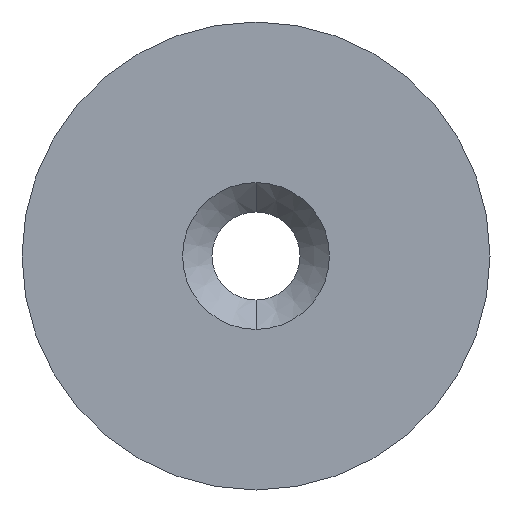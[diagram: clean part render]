
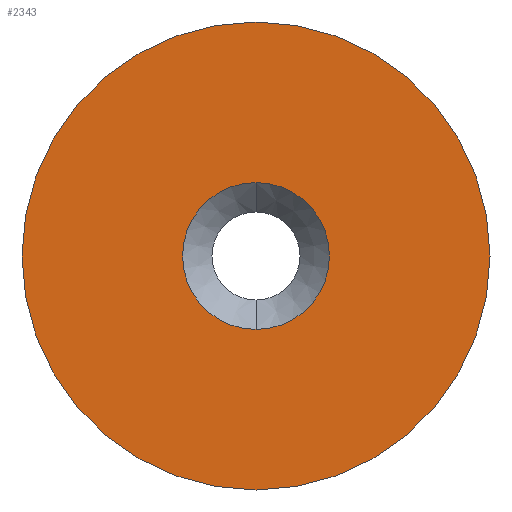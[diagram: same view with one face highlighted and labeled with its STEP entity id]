
A CAD part, front view. The second image highlights one B-rep face of the part: STEP entity #2343.
In plain terms, the highlighted planar face has unit normal (0, -1, 0).
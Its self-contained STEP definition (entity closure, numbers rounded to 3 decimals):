
#47 = CARTESIAN_POINT ( 'NONE',  ( 0., 0., 11.15 ) ) ;
#76 = CARTESIAN_POINT ( 'NONE',  ( 3.5, 0., 0. ) ) ;
#78 = AXIS2_PLACEMENT_3D ( 'NONE', #1520, #185, #393 ) ;
#133 = DIRECTION ( 'NONE',  ( 0., -1., 0. ) ) ;
#185 = DIRECTION ( 'NONE',  ( 0., -1., 0. ) ) ;
#205 = CIRCLE ( 'NONE', #78, 3.5 ) ;
#259 = CARTESIAN_POINT ( 'NONE',  ( 0., 0., 0. ) ) ;
#299 = DIRECTION ( 'NONE',  ( 0., 0., -1. ) ) ;
#309 = CARTESIAN_POINT ( 'NONE',  ( 0., 0., 0. ) ) ;
#393 = DIRECTION ( 'NONE',  ( 0., 0., -1. ) ) ;
#451 = EDGE_CURVE ( 'NONE', #1378, #1615, #541, .T. ) ;
#541 = CIRCLE ( 'NONE', #619, 3.5 ) ;
#619 = AXIS2_PLACEMENT_3D ( 'NONE', #259, #1768, #1563 ) ;
#653 = FACE_OUTER_BOUND ( 'NONE', #2162, .T. ) ;
#669 = DIRECTION ( 'NONE',  ( 0., -1., 0. ) ) ;
#705 = FACE_BOUND ( 'NONE', #2148, .T. ) ;
#808 = EDGE_CURVE ( 'NONE', #1487, #1207, #1197, .T. ) ;
#1090 = CIRCLE ( 'NONE', #2414, 11.15 ) ;
#1197 = CIRCLE ( 'NONE', #2352, 11.15 ) ;
#1207 = VERTEX_POINT ( 'NONE', #47 ) ;
#1284 = PLANE ( 'NONE',  #2337 ) ;
#1361 = CARTESIAN_POINT ( 'NONE',  ( 0., 0., 3.5 ) ) ;
#1378 = VERTEX_POINT ( 'NONE', #2415 ) ;
#1486 = CARTESIAN_POINT ( 'NONE',  ( 0., 0., 0. ) ) ;
#1487 = VERTEX_POINT ( 'NONE', #1933 ) ;
#1520 = CARTESIAN_POINT ( 'NONE',  ( 0., 0., 0. ) ) ;
#1538 = ORIENTED_EDGE ( 'NONE', *, *, #451, .F. ) ;
#1563 = DIRECTION ( 'NONE',  ( 0., 0., -1. ) ) ;
#1615 = VERTEX_POINT ( 'NONE', #1361 ) ;
#1642 = ORIENTED_EDGE ( 'NONE', *, *, #808, .T. ) ;
#1715 = EDGE_CURVE ( 'NONE', #1615, #1378, #205, .T. ) ;
#1768 = DIRECTION ( 'NONE',  ( 0., -1., 0. ) ) ;
#1851 = DIRECTION ( 'NONE',  ( 0., 0., -1. ) ) ;
#1931 = EDGE_CURVE ( 'NONE', #1207, #1487, #1090, .T. ) ;
#1933 = CARTESIAN_POINT ( 'NONE',  ( 0., 0., -11.15 ) ) ;
#2034 = DIRECTION ( 'NONE',  ( 0., -1., 0. ) ) ;
#2065 = ORIENTED_EDGE ( 'NONE', *, *, #1931, .T. ) ;
#2148 = EDGE_LOOP ( 'NONE', ( #1538, #2431 ) ) ;
#2162 = EDGE_LOOP ( 'NONE', ( #1642, #2065 ) ) ;
#2337 = AXIS2_PLACEMENT_3D ( 'NONE', #76, #669, #2407 ) ;
#2343 = ADVANCED_FACE ( 'NONE', ( #653, #705 ), #1284, .T. ) ;
#2352 = AXIS2_PLACEMENT_3D ( 'NONE', #1486, #2034, #299 ) ;
#2407 = DIRECTION ( 'NONE',  ( 0., 0., -1. ) ) ;
#2414 = AXIS2_PLACEMENT_3D ( 'NONE', #309, #133, #1851 ) ;
#2415 = CARTESIAN_POINT ( 'NONE',  ( 0., 0., -3.5 ) ) ;
#2431 = ORIENTED_EDGE ( 'NONE', *, *, #1715, .F. ) ;
